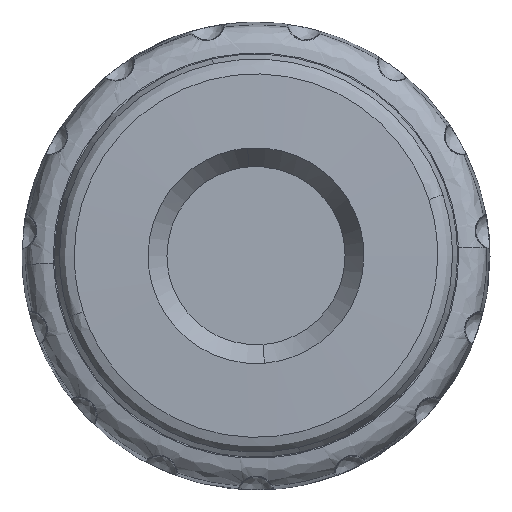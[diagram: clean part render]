
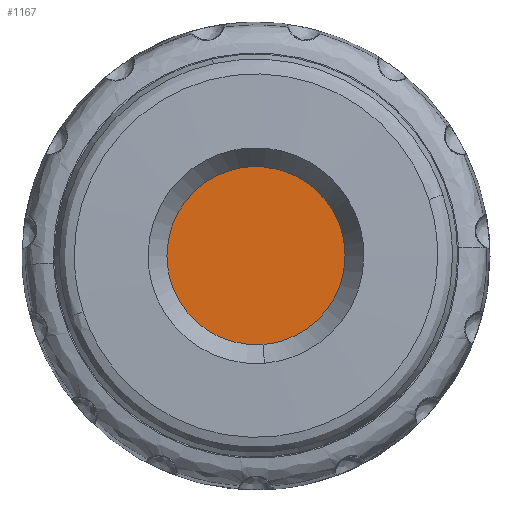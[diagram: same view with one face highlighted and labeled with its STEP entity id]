
A CAD part, top view. The second image highlights one B-rep face of the part: STEP entity #1167.
In plain terms, the highlighted free-form (B-spline) face has degree [1, 1] with [2, 2] control points.
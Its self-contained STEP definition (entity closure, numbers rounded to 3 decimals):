
#1096=CARTESIAN_POINT('',(-4.18,-4.178,12.8));
#1097=CARTESIAN_POINT('',(4.18,-4.178,12.8));
#1098=CARTESIAN_POINT('',(-4.18,4.178,12.8));
#1099=CARTESIAN_POINT('',(4.18,4.178,12.8));
#1100=B_SPLINE_SURFACE_WITH_KNOTS('',1,1,((#1096,#1098),(#1097,#1099)),.UNSPECIFIED.,.F.,.F.,.U.,(2,2),(2,2),(0.0,8.359),(0.0,8.357),.UNSPECIFIED.);
#1101=CARTESIAN_POINT('',(0.298,-3.788,12.8));
#1102=VERTEX_POINT('',#1101);
#1103=CARTESIAN_POINT('',(-3.8,0.0,12.8));
#1104=VERTEX_POINT('',#1103);
#1105=CARTESIAN_POINT('',(0.298,-3.788,12.8));
#1106=CARTESIAN_POINT('',(0.149,-3.8,12.8));
#1107=CARTESIAN_POINT('',(0.,-3.8,12.8));
#1108=CARTESIAN_POINT('',(-3.8,-3.8,12.8));
#1109=CARTESIAN_POINT('',(-3.8,0.0,12.8));
#1117=(BOUNDED_CURVE()B_SPLINE_CURVE(2,(#1105,#1106,#1107,#1108,#1109),.UNSPECIFIED.,.F.,.U.)B_SPLINE_CURVE_WITH_KNOTS((3,2,3),(0.736,0.75,1.0),.UNSPECIFIED.)CURVE()GEOMETRIC_REPRESENTATION_ITEM()RATIONAL_B_SPLINE_CURVE((0.97,0.984,1.0,0.707,1.0))REPRESENTATION_ITEM(''));
#1118=EDGE_CURVE('',#1102,#1104,#1117,.T.);
#1119=ORIENTED_EDGE('',*,*,#1118,.F.);
#1120=CARTESIAN_POINT('',(3.8,0.0,12.8));
#1121=VERTEX_POINT('',#1120);
#1122=CARTESIAN_POINT('',(3.8,0.0,12.8));
#1123=CARTESIAN_POINT('',(3.8,-3.513,12.8));
#1124=CARTESIAN_POINT('',(0.298,-3.788,12.8));
#1132=(BOUNDED_CURVE()B_SPLINE_CURVE(2,(#1122,#1123,#1124),.UNSPECIFIED.,.F.,.U.)B_SPLINE_CURVE_WITH_KNOTS((3,3),(0.5,0.736),.UNSPECIFIED.)CURVE()GEOMETRIC_REPRESENTATION_ITEM()RATIONAL_B_SPLINE_CURVE((1.0,0.723,0.97))REPRESENTATION_ITEM(''));
#1133=EDGE_CURVE('',#1121,#1102,#1132,.T.);
#1134=ORIENTED_EDGE('',*,*,#1133,.F.);
#1135=CARTESIAN_POINT('',(-0.298,3.788,12.8));
#1136=VERTEX_POINT('',#1135);
#1137=CARTESIAN_POINT('',(-0.298,3.788,12.8));
#1138=CARTESIAN_POINT('',(-0.149,3.8,12.8));
#1139=CARTESIAN_POINT('',(0.,3.8,12.8));
#1140=CARTESIAN_POINT('',(3.8,3.8,12.8));
#1141=CARTESIAN_POINT('',(3.8,0.0,12.8));
#1149=(BOUNDED_CURVE()B_SPLINE_CURVE(2,(#1137,#1138,#1139,#1140,#1141),.UNSPECIFIED.,.F.,.U.)B_SPLINE_CURVE_WITH_KNOTS((3,2,3),(0.236,0.25,0.5),.UNSPECIFIED.)CURVE()GEOMETRIC_REPRESENTATION_ITEM()RATIONAL_B_SPLINE_CURVE((0.97,0.984,1.0,0.707,1.0))REPRESENTATION_ITEM(''));
#1150=EDGE_CURVE('',#1136,#1121,#1149,.T.);
#1151=ORIENTED_EDGE('',*,*,#1150,.F.);
#1152=CARTESIAN_POINT('',(-3.8,0.0,12.8));
#1153=CARTESIAN_POINT('',(-3.8,3.513,12.8));
#1154=CARTESIAN_POINT('',(-0.298,3.788,12.8));
#1162=(BOUNDED_CURVE()B_SPLINE_CURVE(2,(#1152,#1153,#1154),.UNSPECIFIED.,.F.,.U.)B_SPLINE_CURVE_WITH_KNOTS((3,3),(0.0,0.236),.UNSPECIFIED.)CURVE()GEOMETRIC_REPRESENTATION_ITEM()RATIONAL_B_SPLINE_CURVE((1.0,0.723,0.97))REPRESENTATION_ITEM(''));
#1163=EDGE_CURVE('',#1104,#1136,#1162,.T.);
#1164=ORIENTED_EDGE('',*,*,#1163,.F.);
#1165=EDGE_LOOP('',(#1119,#1134,#1151,#1164));
#1166=FACE_OUTER_BOUND('',#1165,.T.);
#1167=ADVANCED_FACE('',(#1166),#1100,.T.);
